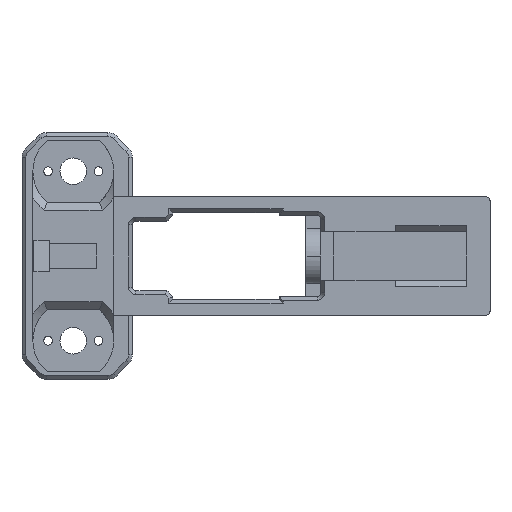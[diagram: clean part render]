
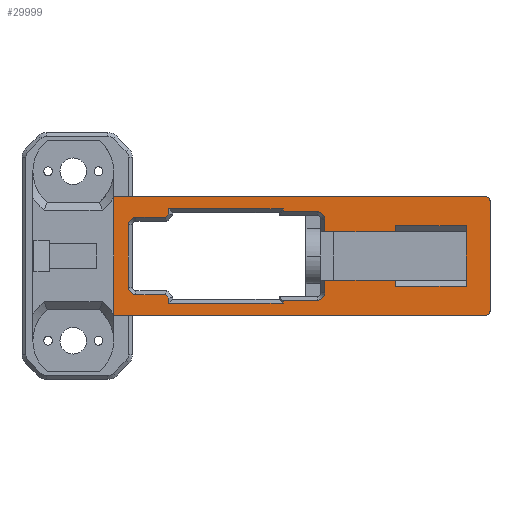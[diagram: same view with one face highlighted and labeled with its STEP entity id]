
A CAD part, front view. The second image highlights one B-rep face of the part: STEP entity #29999.
In plain terms, the highlighted planar face has unit normal (0, -1, 0).
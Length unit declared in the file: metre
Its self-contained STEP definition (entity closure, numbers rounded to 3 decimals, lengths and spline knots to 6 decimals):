
#884=CIRCLE('',#31714,0.001);
#885=CIRCLE('',#31715,0.001);
#886=CIRCLE('',#31716,0.0019);
#887=CIRCLE('',#31717,0.0019);
#888=CIRCLE('',#31718,0.0019);
#889=CIRCLE('',#31719,0.0019);
#2721=ORIENTED_EDGE('',*,*,#10940,.T.);
#2722=ORIENTED_EDGE('',*,*,#10993,.F.);
#2723=ORIENTED_EDGE('',*,*,#10994,.F.);
#2724=ORIENTED_EDGE('',*,*,#10995,.T.);
#2725=ORIENTED_EDGE('',*,*,#10929,.F.);
#2726=ORIENTED_EDGE('',*,*,#10085,.T.);
#2727=ORIENTED_EDGE('',*,*,#10996,.F.);
#2728=ORIENTED_EDGE('',*,*,#10997,.F.);
#2729=ORIENTED_EDGE('',*,*,#10998,.T.);
#2730=ORIENTED_EDGE('',*,*,#10999,.T.);
#2731=ORIENTED_EDGE('',*,*,#11000,.T.);
#2732=ORIENTED_EDGE('',*,*,#11001,.T.);
#2733=ORIENTED_EDGE('',*,*,#11002,.T.);
#2734=ORIENTED_EDGE('',*,*,#11003,.T.);
#2735=ORIENTED_EDGE('',*,*,#11004,.T.);
#2736=ORIENTED_EDGE('',*,*,#11005,.T.);
#2737=ORIENTED_EDGE('',*,*,#11006,.T.);
#2738=ORIENTED_EDGE('',*,*,#11007,.T.);
#2739=ORIENTED_EDGE('',*,*,#11008,.T.);
#2740=ORIENTED_EDGE('',*,*,#11009,.T.);
#2741=ORIENTED_EDGE('',*,*,#11010,.T.);
#2742=ORIENTED_EDGE('',*,*,#11011,.T.);
#2743=ORIENTED_EDGE('',*,*,#11012,.T.);
#2744=ORIENTED_EDGE('',*,*,#11013,.T.);
#2745=ORIENTED_EDGE('',*,*,#11014,.T.);
#2746=ORIENTED_EDGE('',*,*,#11015,.T.);
#2747=ORIENTED_EDGE('',*,*,#11016,.T.);
#2748=ORIENTED_EDGE('',*,*,#11017,.T.);
#2749=ORIENTED_EDGE('',*,*,#11018,.F.);
#2750=ORIENTED_EDGE('',*,*,#11019,.T.);
#2751=ORIENTED_EDGE('',*,*,#11020,.T.);
#2752=ORIENTED_EDGE('',*,*,#11021,.F.);
#10085=EDGE_CURVE('',#14553,#14566,#17533,.T.);
#10929=EDGE_CURVE('',#14553,#15117,#18003,.T.);
#10940=EDGE_CURVE('',#14566,#15126,#18010,.T.);
#10993=EDGE_CURVE('',#15155,#15126,#884,.T.);
#10994=EDGE_CURVE('',#15156,#15155,#18035,.T.);
#10995=EDGE_CURVE('',#15156,#15117,#885,.T.);
#10996=EDGE_CURVE('',#15157,#15158,#18036,.T.);
#10997=EDGE_CURVE('',#15159,#15157,#18037,.T.);
#10998=EDGE_CURVE('',#15159,#15160,#18038,.T.);
#10999=EDGE_CURVE('',#15160,#15161,#886,.T.);
#11000=EDGE_CURVE('',#15161,#15162,#18039,.T.);
#11001=EDGE_CURVE('',#15162,#15163,#18040,.T.);
#11002=EDGE_CURVE('',#15163,#15164,#18041,.T.);
#11003=EDGE_CURVE('',#15164,#15165,#18042,.T.);
#11004=EDGE_CURVE('',#15165,#15166,#18043,.T.);
#11005=EDGE_CURVE('',#15166,#15167,#18044,.T.);
#11006=EDGE_CURVE('',#15167,#15168,#887,.T.);
#11007=EDGE_CURVE('',#15168,#15169,#18045,.T.);
#11008=EDGE_CURVE('',#15169,#15170,#888,.T.);
#11009=EDGE_CURVE('',#15170,#15171,#18046,.T.);
#11010=EDGE_CURVE('',#15171,#15172,#18047,.T.);
#11011=EDGE_CURVE('',#15172,#15173,#18048,.T.);
#11012=EDGE_CURVE('',#15173,#15174,#18049,.T.);
#11013=EDGE_CURVE('',#15174,#15175,#18050,.T.);
#11014=EDGE_CURVE('',#15175,#15176,#18051,.T.);
#11015=EDGE_CURVE('',#15176,#15177,#889,.T.);
#11016=EDGE_CURVE('',#15177,#15178,#18052,.T.);
#11017=EDGE_CURVE('',#15178,#15179,#18053,.T.);
#11018=EDGE_CURVE('',#15180,#15179,#18054,.T.);
#11019=EDGE_CURVE('',#15180,#15181,#18055,.T.);
#11020=EDGE_CURVE('',#15181,#15182,#18056,.T.);
#11021=EDGE_CURVE('',#15158,#15182,#18057,.T.);
#14553=VERTEX_POINT('',#40480);
#14566=VERTEX_POINT('',#40514);
#15117=VERTEX_POINT('',#44698);
#15126=VERTEX_POINT('',#44724);
#15155=VERTEX_POINT('',#44856);
#15156=VERTEX_POINT('',#44858);
#15157=VERTEX_POINT('',#44861);
#15158=VERTEX_POINT('',#44862);
#15159=VERTEX_POINT('',#44864);
#15160=VERTEX_POINT('',#44866);
#15161=VERTEX_POINT('',#44868);
#15162=VERTEX_POINT('',#44870);
#15163=VERTEX_POINT('',#44872);
#15164=VERTEX_POINT('',#44874);
#15165=VERTEX_POINT('',#44876);
#15166=VERTEX_POINT('',#44878);
#15167=VERTEX_POINT('',#44880);
#15168=VERTEX_POINT('',#44882);
#15169=VERTEX_POINT('',#44884);
#15170=VERTEX_POINT('',#44886);
#15171=VERTEX_POINT('',#44888);
#15172=VERTEX_POINT('',#44890);
#15173=VERTEX_POINT('',#44892);
#15174=VERTEX_POINT('',#44894);
#15175=VERTEX_POINT('',#44896);
#15176=VERTEX_POINT('',#44898);
#15177=VERTEX_POINT('',#44900);
#15178=VERTEX_POINT('',#44902);
#15179=VERTEX_POINT('',#44904);
#15180=VERTEX_POINT('',#44906);
#15181=VERTEX_POINT('',#44908);
#15182=VERTEX_POINT('',#44910);
#17533=LINE('',#40515,#21333);
#18003=LINE('',#44697,#21803);
#18010=LINE('',#44725,#21810);
#18035=LINE('',#44857,#21835);
#18036=LINE('',#44860,#21836);
#18037=LINE('',#44863,#21837);
#18038=LINE('',#44865,#21838);
#18039=LINE('',#44869,#21839);
#18040=LINE('',#44871,#21840);
#18041=LINE('',#44873,#21841);
#18042=LINE('',#44875,#21842);
#18043=LINE('',#44877,#21843);
#18044=LINE('',#44879,#21844);
#18045=LINE('',#44883,#21845);
#18046=LINE('',#44887,#21846);
#18047=LINE('',#44889,#21847);
#18048=LINE('',#44891,#21848);
#18049=LINE('',#44893,#21849);
#18050=LINE('',#44895,#21850);
#18051=LINE('',#44897,#21851);
#18052=LINE('',#44901,#21852);
#18053=LINE('',#44903,#21853);
#18054=LINE('',#44905,#21854);
#18055=LINE('',#44907,#21855);
#18056=LINE('',#44909,#21856);
#18057=LINE('',#44911,#21857);
#21333=VECTOR('',#33142,1.);
#21803=VECTOR('',#34378,1.);
#21810=VECTOR('',#34391,1.);
#21835=VECTOR('',#34500,1.);
#21836=VECTOR('',#34503,1.);
#21837=VECTOR('',#34504,1.);
#21838=VECTOR('',#34505,1.);
#21839=VECTOR('',#34508,1.);
#21840=VECTOR('',#34509,1.);
#21841=VECTOR('',#34510,1.);
#21842=VECTOR('',#34511,1.);
#21843=VECTOR('',#34512,1.);
#21844=VECTOR('',#34513,1.);
#21845=VECTOR('',#34516,1.);
#21846=VECTOR('',#34519,1.);
#21847=VECTOR('',#34520,1.);
#21848=VECTOR('',#34521,1.);
#21849=VECTOR('',#34522,1.);
#21850=VECTOR('',#34523,1.);
#21851=VECTOR('',#34524,1.);
#21852=VECTOR('',#34527,1.);
#21853=VECTOR('',#34528,1.);
#21854=VECTOR('',#34529,1.);
#21855=VECTOR('',#34530,1.);
#21856=VECTOR('',#34531,1.);
#21857=VECTOR('',#34532,1.);
#25417=EDGE_LOOP('',(#2721,#2722,#2723,#2724,#2725,#2726));
#25418=EDGE_LOOP('',(#2727,#2728,#2729,#2730,#2731,#2732,#2733,#2734,#2735,
#2736,#2737,#2738,#2739,#2740,#2741,#2742,#2743,#2744,#2745,#2746,#2747,
#2748,#2749,#2750,#2751,#2752));
#27086=FACE_BOUND('',#25417,.T.);
#27087=FACE_BOUND('',#25418,.T.);
#28567=PLANE('',#31713);
#29999=ADVANCED_FACE('',(#27086,#27087),#28567,.T.);
#31713=AXIS2_PLACEMENT_3D('',#44854,#34496,#34497);
#31714=AXIS2_PLACEMENT_3D('',#44855,#34498,#34499);
#31715=AXIS2_PLACEMENT_3D('',#44859,#34501,#34502);
#31716=AXIS2_PLACEMENT_3D('',#44867,#34506,#34507);
#31717=AXIS2_PLACEMENT_3D('',#44881,#34514,#34515);
#31718=AXIS2_PLACEMENT_3D('',#44885,#34517,#34518);
#31719=AXIS2_PLACEMENT_3D('',#44899,#34525,#34526);
#33142=DIRECTION('',(0.,0.,-1.));
#34378=DIRECTION('',(1.,0.,0.));
#34391=DIRECTION('',(1.,0.,0.));
#34496=DIRECTION('',(0.,-1.,0.));
#34497=DIRECTION('',(0.,0.,-1.));
#34498=DIRECTION('',(0.,1.,0.));
#34499=DIRECTION('',(0.,0.,-1.));
#34500=DIRECTION('',(0.,0.,-1.));
#34501=DIRECTION('',(0.,-1.,0.));
#34502=DIRECTION('',(0.,0.,-1.));
#34503=DIRECTION('',(0.,0.,-1.));
#34504=DIRECTION('',(1.,0.,0.));
#34505=DIRECTION('',(0.,0.,-1.));
#34506=DIRECTION('',(0.,1.,0.));
#34507=DIRECTION('',(0.,0.,-1.));
#34508=DIRECTION('',(-1.,0.,0.));
#34509=DIRECTION('',(0.,0.,-1.));
#34510=DIRECTION('',(-1.,0.,0.));
#34511=DIRECTION('',(0.,0.,1.));
#34512=DIRECTION('',(-0.707,0.,0.707));
#34513=DIRECTION('',(-1.,0.,0.));
#34514=DIRECTION('',(0.,1.,0.));
#34515=DIRECTION('',(0.,0.,-1.));
#34516=DIRECTION('',(0.,0.,1.));
#34517=DIRECTION('',(0.,1.,0.));
#34518=DIRECTION('',(0.,0.,-1.));
#34519=DIRECTION('',(1.,0.,0.));
#34520=DIRECTION('',(0.707,0.,0.707));
#34521=DIRECTION('',(0.,0.,1.));
#34522=DIRECTION('',(1.,0.,0.));
#34523=DIRECTION('',(0.,0.,-1.));
#34524=DIRECTION('',(1.,0.,0.));
#34525=DIRECTION('',(0.,1.,0.));
#34526=DIRECTION('',(0.,0.,-1.));
#34527=DIRECTION('',(0.,0.,-1.));
#34528=DIRECTION('',(1.,0.,0.));
#34529=DIRECTION('',(0.,0.,-1.));
#34530=DIRECTION('',(1.,0.,0.));
#34531=DIRECTION('',(0.,0.,-1.));
#34532=DIRECTION('',(1.,0.,0.));
#40480=CARTESIAN_POINT('',(0.0055,-0.0115,0.015));
#40514=CARTESIAN_POINT('',(0.0055,-0.0115,-0.015));
#40515=CARTESIAN_POINT('',(0.0055,-0.0115,0.));
#44697=CARTESIAN_POINT('',(0.,-0.0115,0.015));
#44698=CARTESIAN_POINT('',(0.1,-0.0115,0.015));
#44724=CARTESIAN_POINT('',(0.1,-0.0115,-0.015));
#44725=CARTESIAN_POINT('',(0.,-0.0115,-0.015));
#44854=CARTESIAN_POINT('',(0.,-0.0115,0.));
#44855=CARTESIAN_POINT('',(0.1,-0.0115,-0.014));
#44856=CARTESIAN_POINT('',(0.101,-0.0115,-0.014));
#44857=CARTESIAN_POINT('',(0.101,-0.0115,0.));
#44858=CARTESIAN_POINT('',(0.101,-0.0115,0.014));
#44859=CARTESIAN_POINT('',(0.1,-0.0115,0.014));
#44860=CARTESIAN_POINT('',(0.077,-0.0115,0.));
#44861=CARTESIAN_POINT('',(0.077,-0.0115,-0.006125));
#44862=CARTESIAN_POINT('',(0.077,-0.0115,-0.007723));
#44863=CARTESIAN_POINT('',(0.,-0.0115,-0.006125));
#44864=CARTESIAN_POINT('',(0.05905,-0.0115,-0.006125));
#44865=CARTESIAN_POINT('',(0.05905,-0.0115,0.));
#44866=CARTESIAN_POINT('',(0.05905,-0.0115,-0.009375));
#44867=CARTESIAN_POINT('',(0.05715,-0.0115,-0.009375));
#44868=CARTESIAN_POINT('',(0.05715,-0.0115,-0.011275));
#44869=CARTESIAN_POINT('',(0.,-0.0115,-0.011275));
#44870=CARTESIAN_POINT('',(0.048484,-0.0115,-0.011275));
#44871=CARTESIAN_POINT('',(0.048484,-0.0115,-0.011));
#44872=CARTESIAN_POINT('',(0.048484,-0.0115,-0.012));
#44873=CARTESIAN_POINT('',(0.020484,-0.0115,-0.012));
#44874=CARTESIAN_POINT('',(0.019484,-0.0115,-0.012));
#44875=CARTESIAN_POINT('',(0.019484,-0.0115,0.));
#44876=CARTESIAN_POINT('',(0.019484,-0.0115,-0.010689));
#44877=CARTESIAN_POINT('',(0.004398,-0.0115,0.004398));
#44878=CARTESIAN_POINT('',(0.018595,-0.0115,-0.0098));
#44879=CARTESIAN_POINT('',(0.01115,-0.0115,-0.0098));
#44880=CARTESIAN_POINT('',(0.01115,-0.0115,-0.0098));
#44881=CARTESIAN_POINT('',(0.01115,-0.0115,-0.0079));
#44882=CARTESIAN_POINT('',(0.00925,-0.0115,-0.0079));
#44883=CARTESIAN_POINT('',(0.00925,-0.0115,0.));
#44884=CARTESIAN_POINT('',(0.00925,-0.0115,0.0079));
#44885=CARTESIAN_POINT('',(0.01115,-0.0115,0.0079));
#44886=CARTESIAN_POINT('',(0.01115,-0.0115,0.0098));
#44887=CARTESIAN_POINT('',(0.,-0.0115,0.0098));
#44888=CARTESIAN_POINT('',(0.018595,-0.0115,0.0098));
#44889=CARTESIAN_POINT('',(0.004398,-0.0115,-0.004398));
#44890=CARTESIAN_POINT('',(0.019484,-0.0115,0.010689));
#44891=CARTESIAN_POINT('',(0.019484,-0.0115,0.));
#44892=CARTESIAN_POINT('',(0.019484,-0.0115,0.012));
#44893=CARTESIAN_POINT('',(0.,-0.0115,0.012));
#44894=CARTESIAN_POINT('',(0.048484,-0.0115,0.012));
#44895=CARTESIAN_POINT('',(0.048484,-0.0115,0.010275));
#44896=CARTESIAN_POINT('',(0.048484,-0.0115,0.011275));
#44897=CARTESIAN_POINT('',(0.,-0.0115,0.011275));
#44898=CARTESIAN_POINT('',(0.05715,-0.0115,0.011275));
#44899=CARTESIAN_POINT('',(0.05715,-0.0115,0.009375));
#44900=CARTESIAN_POINT('',(0.05905,-0.0115,0.009375));
#44901=CARTESIAN_POINT('',(0.05905,-0.0115,0.));
#44902=CARTESIAN_POINT('',(0.05905,-0.0115,0.006125));
#44903=CARTESIAN_POINT('',(0.,-0.0115,0.006125));
#44904=CARTESIAN_POINT('',(0.077,-0.0115,0.006125));
#44905=CARTESIAN_POINT('',(0.077,-0.0115,0.));
#44906=CARTESIAN_POINT('',(0.077,-0.0115,0.007723));
#44907=CARTESIAN_POINT('',(0.,-0.0115,0.007723));
#44908=CARTESIAN_POINT('',(0.095,-0.0115,0.007723));
#44909=CARTESIAN_POINT('',(0.095,-0.0115,0.));
#44910=CARTESIAN_POINT('',(0.095,-0.0115,-0.007723));
#44911=CARTESIAN_POINT('',(0.071,-0.0115,-0.007723));
